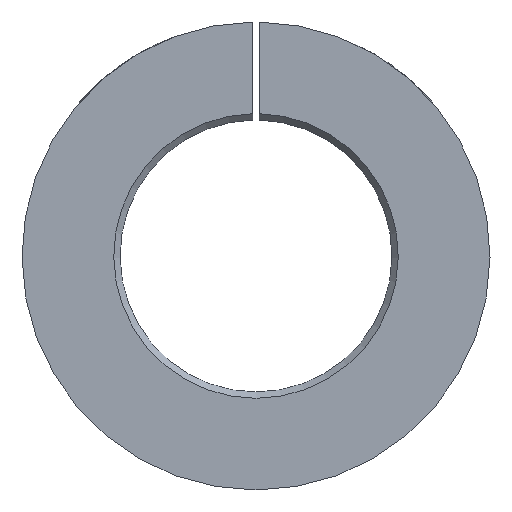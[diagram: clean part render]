
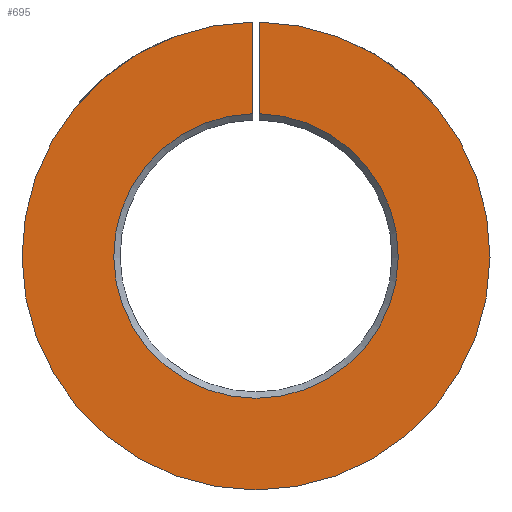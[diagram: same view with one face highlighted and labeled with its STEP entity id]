
A CAD part, front view. The second image highlights one B-rep face of the part: STEP entity #695.
In plain terms, the highlighted planar face has unit normal (0, -1, 0).
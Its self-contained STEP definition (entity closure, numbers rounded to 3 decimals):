
#62=CARTESIAN_POINT('Vertex',(0.5,20.122,42.473)) ;
#65=CARTESIAN_POINT('Axis2P3D Location',(0.,20.122,5.477)) ;
#69=CARTESIAN_POINT('Vertex',(0.,20.122,-31.523)) ;
#157=CARTESIAN_POINT('Vertex',(-0.5,20.122,42.473)) ;
#165=CARTESIAN_POINT('Axis2P3D Location',(0.,20.122,5.477)) ;
#656=CARTESIAN_POINT('Axis2P3D Location',(-5.477,20.122,5.477)) ;
#661=CARTESIAN_POINT('Axis2P3D Location',(0.,20.122,5.477)) ;
#665=CARTESIAN_POINT('Vertex',(0.5,20.122,27.971)) ;
#667=CARTESIAN_POINT('Vertex',(0.,20.122,-17.023)) ;
#670=CARTESIAN_POINT('Axis2P3D Location',(0.,20.122,5.477)) ;
#674=CARTESIAN_POINT('Vertex',(-0.5,20.122,27.971)) ;
#677=CARTESIAN_POINT('Line Origine',(-0.5,20.122,35.222)) ;
#682=CARTESIAN_POINT('Line Origine',(0.5,20.122,35.222)) ;
#66=DIRECTION('Axis2P3D Direction',(0.,1.,-0.)) ;
#166=DIRECTION('Axis2P3D Direction',(0.,1.,-0.)) ;
#657=DIRECTION('Axis2P3D Direction',(0.,1.,-0.)) ;
#658=DIRECTION('Axis2P3D XDirection',(0.,0.,1.)) ;
#662=DIRECTION('Axis2P3D Direction',(0.,1.,-0.)) ;
#671=DIRECTION('Axis2P3D Direction',(0.,1.,-0.)) ;
#678=DIRECTION('Vector Direction',(0.,0.,-1.)) ;
#683=DIRECTION('Vector Direction',(0.,0.,1.)) ;
#67=AXIS2_PLACEMENT_3D('Circle Axis2P3D',#65,#66,$) ;
#167=AXIS2_PLACEMENT_3D('Circle Axis2P3D',#165,#166,$) ;
#659=AXIS2_PLACEMENT_3D('Plane Axis2P3D',#656,#657,#658) ;
#663=AXIS2_PLACEMENT_3D('Circle Axis2P3D',#661,#662,$) ;
#672=AXIS2_PLACEMENT_3D('Circle Axis2P3D',#670,#671,$) ;
#688=ORIENTED_EDGE('',*,*,#669,.T.) ;
#689=ORIENTED_EDGE('',*,*,#676,.T.) ;
#690=ORIENTED_EDGE('',*,*,#681,.T.) ;
#691=ORIENTED_EDGE('',*,*,#169,.F.) ;
#692=ORIENTED_EDGE('',*,*,#71,.F.) ;
#693=ORIENTED_EDGE('',*,*,#686,.T.) ;
#679=VECTOR('Line Direction',#678,1.) ;
#684=VECTOR('Line Direction',#683,1.) ;
#695=ADVANCED_FACE('adapter',(#694),#660,.F.) ;
#68=CIRCLE('generated circle',#67,37.) ;
#168=CIRCLE('generated circle',#167,37.) ;
#664=CIRCLE('generated circle',#663,22.5) ;
#673=CIRCLE('generated circle',#672,22.5) ;
#71=EDGE_CURVE('',#63,#70,#68,.T.) ;
#169=EDGE_CURVE('',#70,#158,#168,.T.) ;
#669=EDGE_CURVE('',#666,#668,#664,.T.) ;
#676=EDGE_CURVE('',#668,#675,#673,.T.) ;
#681=EDGE_CURVE('',#675,#158,#680,.F.) ;
#686=EDGE_CURVE('',#63,#666,#685,.F.) ;
#687=EDGE_LOOP('',(#688,#689,#690,#691,#692,#693)) ;
#694=FACE_OUTER_BOUND('',#687,.T.) ;
#680=LINE('Line',#677,#679) ;
#685=LINE('Line',#682,#684) ;
#660=PLANE('',#659) ;
#63=VERTEX_POINT('',#62) ;
#70=VERTEX_POINT('',#69) ;
#158=VERTEX_POINT('',#157) ;
#666=VERTEX_POINT('',#665) ;
#668=VERTEX_POINT('',#667) ;
#675=VERTEX_POINT('',#674) ;
